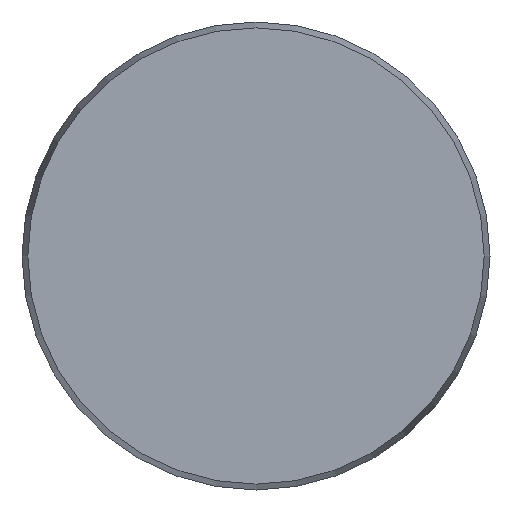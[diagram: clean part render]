
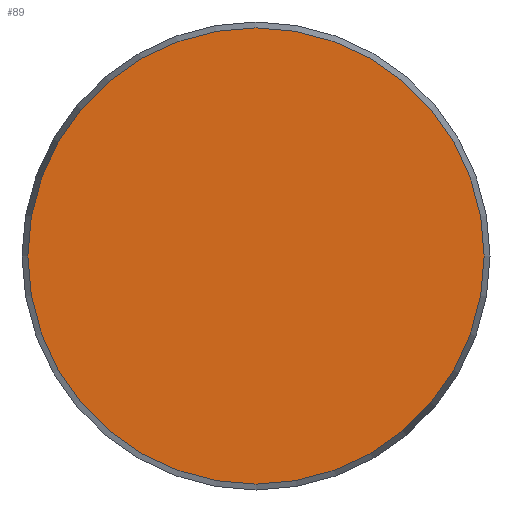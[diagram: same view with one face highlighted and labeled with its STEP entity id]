
A CAD part, front view. The second image highlights one B-rep face of the part: STEP entity #89.
In plain terms, the highlighted planar face has unit normal (0, -1, 0).
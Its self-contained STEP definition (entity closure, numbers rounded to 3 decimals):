
#89 = ADVANCED_FACE( '', ( #201 ), #202, .F. );
#201 = FACE_OUTER_BOUND( '', #340, .T. );
#202 = PLANE( '', #341 );
#340 = EDGE_LOOP( '', ( #560 ) );
#341 = AXIS2_PLACEMENT_3D( '', #561, #562, #563 );
#560 = ORIENTED_EDGE( '', *, *, #800, .T. );
#561 = CARTESIAN_POINT( '', ( 48.75, 0., 0. ) );
#562 = DIRECTION( '', ( 0., 1., 0. ) );
#563 = DIRECTION( '', ( 0., 0., 1. ) );
#800 = EDGE_CURVE( '', #936, #936, #937, .T. );
#936 = VERTEX_POINT( '', #1200 );
#937 = CIRCLE( '', #1201, 48.75 );
#1200 = CARTESIAN_POINT( '', ( 0., 0., -48.75 ) );
#1201 = AXIS2_PLACEMENT_3D( '', #1394, #1395, #1396 );
#1394 = CARTESIAN_POINT( '', ( 0., 0., 0. ) );
#1395 = DIRECTION( '', ( 0., -1., 0. ) );
#1396 = DIRECTION( '', ( 0., 0., -1. ) );
